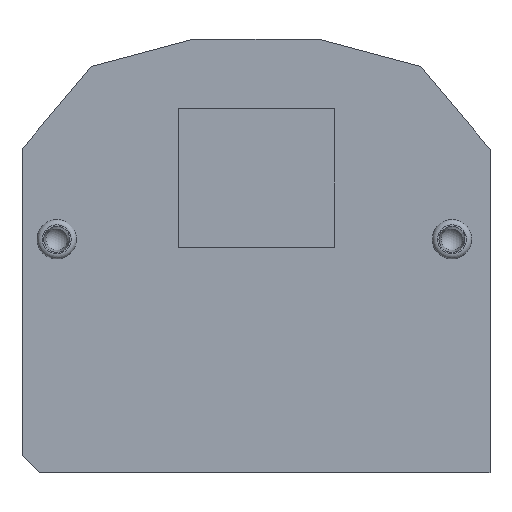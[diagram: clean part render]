
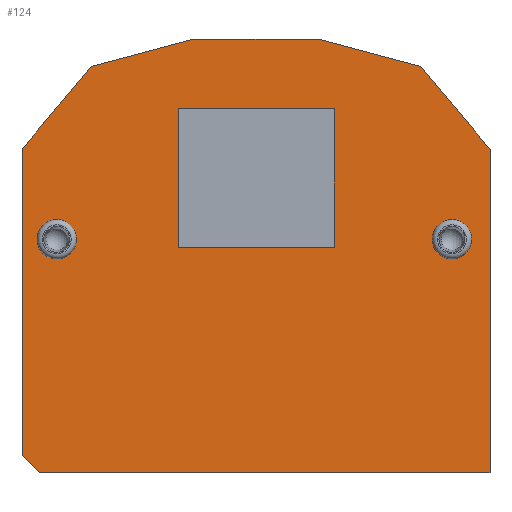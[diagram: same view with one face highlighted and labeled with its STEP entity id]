
A CAD part, top view. The second image highlights one B-rep face of the part: STEP entity #124.
In plain terms, the highlighted planar face has unit normal (0, 0, 1).
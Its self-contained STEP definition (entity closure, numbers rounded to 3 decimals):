
#124=ADVANCED_FACE('',(#248,#249,#250,#251),#152,.F.);
#152=PLANE('',#519);
#170=LINE('',#681,#209);
#171=LINE('',#684,#210);
#172=LINE('',#686,#211);
#173=LINE('',#688,#212);
#174=LINE('',#690,#213);
#175=LINE('',#692,#214);
#176=LINE('',#694,#215);
#177=LINE('',#696,#216);
#178=LINE('',#698,#217);
#179=LINE('',#701,#218);
#180=LINE('',#704,#219);
#181=LINE('',#706,#220);
#182=LINE('',#708,#221);
#209=VECTOR('',#561,1.);
#210=VECTOR('',#562,1.);
#211=VECTOR('',#563,1.);
#212=VECTOR('',#564,1.);
#213=VECTOR('',#565,1.);
#214=VECTOR('',#566,1.);
#215=VECTOR('',#567,1.);
#216=VECTOR('',#568,1.);
#217=VECTOR('',#569,1.);
#218=VECTOR('',#572,1.);
#219=VECTOR('',#573,1.);
#220=VECTOR('',#574,1.);
#221=VECTOR('',#575,1.);
#248=FACE_BOUND('',#272,.T.);
#249=FACE_BOUND('',#273,.T.);
#250=FACE_BOUND('',#274,.T.);
#251=FACE_BOUND('',#275,.T.);
#272=EDGE_LOOP('',(#313));
#273=EDGE_LOOP('',(#314,#315,#316,#317,#318,#319,#320,#321,#322));
#274=EDGE_LOOP('',(#323));
#275=EDGE_LOOP('',(#324,#325,#326,#327));
#313=ORIENTED_EDGE('',*,*,#453,.F.);
#314=ORIENTED_EDGE('',*,*,#454,.F.);
#315=ORIENTED_EDGE('',*,*,#455,.T.);
#316=ORIENTED_EDGE('',*,*,#456,.F.);
#317=ORIENTED_EDGE('',*,*,#457,.F.);
#318=ORIENTED_EDGE('',*,*,#458,.F.);
#319=ORIENTED_EDGE('',*,*,#459,.F.);
#320=ORIENTED_EDGE('',*,*,#460,.F.);
#321=ORIENTED_EDGE('',*,*,#461,.F.);
#322=ORIENTED_EDGE('',*,*,#462,.F.);
#323=ORIENTED_EDGE('',*,*,#463,.T.);
#324=ORIENTED_EDGE('',*,*,#464,.T.);
#325=ORIENTED_EDGE('',*,*,#465,.T.);
#326=ORIENTED_EDGE('',*,*,#466,.T.);
#327=ORIENTED_EDGE('',*,*,#467,.T.);
#415=VERTEX_POINT('',#680);
#416=VERTEX_POINT('',#682);
#417=VERTEX_POINT('',#683);
#418=VERTEX_POINT('',#685);
#419=VERTEX_POINT('',#687);
#420=VERTEX_POINT('',#689);
#421=VERTEX_POINT('',#691);
#422=VERTEX_POINT('',#693);
#423=VERTEX_POINT('',#695);
#424=VERTEX_POINT('',#697);
#425=VERTEX_POINT('',#700);
#426=VERTEX_POINT('',#702);
#427=VERTEX_POINT('',#703);
#428=VERTEX_POINT('',#705);
#429=VERTEX_POINT('',#707);
#453=EDGE_CURVE('',#415,#415,#504,.T.);
#454=EDGE_CURVE('',#416,#417,#170,.T.);
#455=EDGE_CURVE('',#416,#418,#171,.T.);
#456=EDGE_CURVE('',#419,#418,#172,.T.);
#457=EDGE_CURVE('',#420,#419,#173,.T.);
#458=EDGE_CURVE('',#421,#420,#174,.T.);
#459=EDGE_CURVE('',#422,#421,#175,.T.);
#460=EDGE_CURVE('',#423,#422,#176,.T.);
#461=EDGE_CURVE('',#424,#423,#177,.T.);
#462=EDGE_CURVE('',#417,#424,#178,.T.);
#463=EDGE_CURVE('',#425,#425,#505,.T.);
#464=EDGE_CURVE('',#426,#427,#179,.T.);
#465=EDGE_CURVE('',#427,#428,#180,.T.);
#466=EDGE_CURVE('',#428,#429,#181,.T.);
#467=EDGE_CURVE('',#429,#426,#182,.T.);
#504=CIRCLE('',#517,1.019);
#505=CIRCLE('',#518,1.019);
#517=AXIS2_PLACEMENT_3D('',#679,#559,#560);
#518=AXIS2_PLACEMENT_3D('',#699,#570,#571);
#519=AXIS2_PLACEMENT_3D('',#709,#576,#577);
#559=DIRECTION('',(0.,0.,1.));
#560=DIRECTION('',(1.,0.,0.));
#561=DIRECTION('',(0.,1.,0.));
#562=DIRECTION('',(0.707,-0.707,0.));
#563=DIRECTION('',(-1.,0.,0.));
#564=DIRECTION('',(0.,-1.,0.));
#565=DIRECTION('',(0.643,-0.766,0.));
#566=DIRECTION('',(0.966,-0.259,0.));
#567=DIRECTION('',(1.,0.,0.));
#568=DIRECTION('',(0.966,0.259,0.));
#569=DIRECTION('',(0.643,0.766,0.));
#570=DIRECTION('',(0.,0.,-1.));
#571=DIRECTION('',(-1.,0.,0.));
#572=DIRECTION('',(-1.,0.,0.));
#573=DIRECTION('',(0.,1.,0.));
#574=DIRECTION('',(1.,0.,0.));
#575=DIRECTION('',(0.,-1.,0.));
#576=DIRECTION('',(0.,0.,-1.));
#577=DIRECTION('',(-1.,0.,0.));
#679=CARTESIAN_POINT('',(-11.4,-12.5,5.95));
#680=CARTESIAN_POINT('',(-10.381,-12.5,5.95));
#681=CARTESIAN_POINT('',(-13.405,-25.957,5.95));
#682=CARTESIAN_POINT('',(-13.405,-24.957,5.95));
#683=CARTESIAN_POINT('',(-13.405,-7.292,5.95));
#684=CARTESIAN_POINT('',(-13.405,-24.957,5.95));
#685=CARTESIAN_POINT('',(-12.405,-25.957,5.95));
#686=CARTESIAN_POINT('',(13.595,-25.957,5.95));
#687=CARTESIAN_POINT('',(13.595,-25.957,5.95));
#688=CARTESIAN_POINT('',(13.595,-7.292,5.95));
#689=CARTESIAN_POINT('',(13.595,-7.292,5.95));
#690=CARTESIAN_POINT('',(9.595,-2.525,5.95));
#691=CARTESIAN_POINT('',(9.595,-2.525,5.95));
#692=CARTESIAN_POINT('',(3.741,-0.957,5.95));
#693=CARTESIAN_POINT('',(3.741,-0.957,5.95));
#694=CARTESIAN_POINT('',(-3.551,-0.957,5.95));
#695=CARTESIAN_POINT('',(-3.551,-0.957,5.95));
#696=CARTESIAN_POINT('',(-9.405,-2.525,5.95));
#697=CARTESIAN_POINT('',(-9.405,-2.525,5.95));
#698=CARTESIAN_POINT('',(-13.405,-7.292,5.95));
#699=CARTESIAN_POINT('',(11.4,-12.5,5.95));
#700=CARTESIAN_POINT('',(10.381,-12.5,5.95));
#701=CARTESIAN_POINT('',(4.595,-12.957,5.95));
#702=CARTESIAN_POINT('',(4.595,-12.957,5.95));
#703=CARTESIAN_POINT('',(-4.405,-12.957,5.95));
#704=CARTESIAN_POINT('',(-4.405,-12.957,5.95));
#705=CARTESIAN_POINT('',(-4.405,-4.957,5.95));
#706=CARTESIAN_POINT('',(-4.405,-4.957,5.95));
#707=CARTESIAN_POINT('',(4.595,-4.957,5.95));
#708=CARTESIAN_POINT('',(4.595,-4.957,5.95));
#709=CARTESIAN_POINT('',(-13.405,-0.957,5.95));
